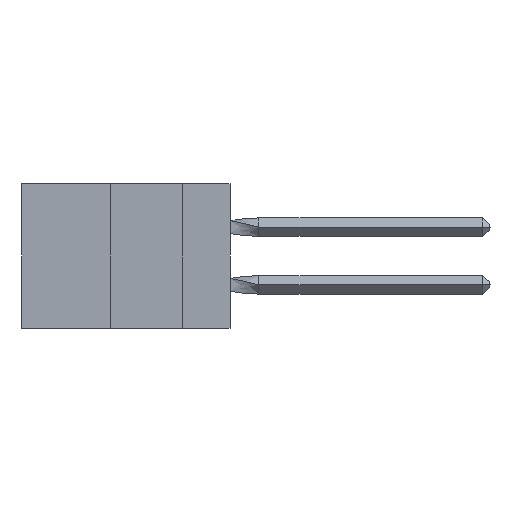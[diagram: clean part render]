
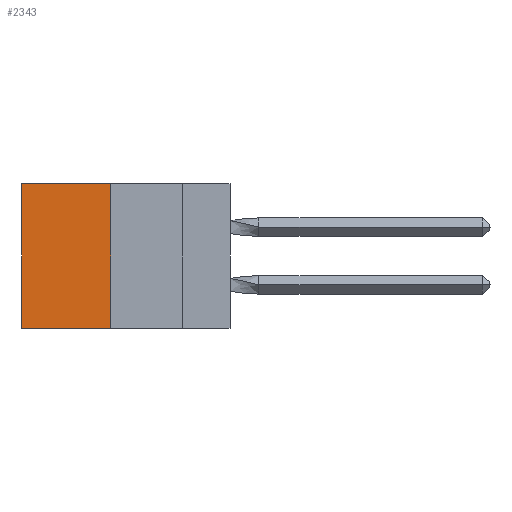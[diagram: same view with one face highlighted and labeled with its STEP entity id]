
A CAD part, left-side view. The second image highlights one B-rep face of the part: STEP entity #2343.
In plain terms, the highlighted planar face has unit normal (-1, 0, 0).
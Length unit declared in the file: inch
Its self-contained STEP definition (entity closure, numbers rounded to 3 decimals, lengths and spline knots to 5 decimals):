
#179 = EDGE_CURVE ( 'NONE', #19286, #19086, #5084, .T. ) ;
#967 = DIRECTION ( 'NONE',  ( 1., 0., 0. ) ) ;
#1682 = EDGE_CURVE ( 'NONE', #37553, #2622, #33213, .T. ) ;
#2131 = CARTESIAN_POINT ( 'NONE',  ( 0.305, 0.72, -0.5 ) ) ;
#2343 = ADVANCED_FACE ( 'NONE', ( #21512 ), #35541, .F. ) ;
#2618 = CARTESIAN_POINT ( 'NONE',  ( 0.305, 0.413, 0. ) ) ;
#2622 = VERTEX_POINT ( 'NONE', #17013 ) ;
#5084 = LINE ( 'NONE', #13125, #8799 ) ;
#5359 = VECTOR ( 'NONE', #23620, 39.37008 ) ;
#5901 = CARTESIAN_POINT ( 'NONE',  ( 0.305, 0.413, -0.5 ) ) ;
#7941 = CARTESIAN_POINT ( 'NONE',  ( 0.305, 0.72, 0. ) ) ;
#8686 = CARTESIAN_POINT ( 'NONE',  ( 0.305, 0.413, -0.5 ) ) ;
#8799 = VECTOR ( 'NONE', #30870, 39.37008 ) ;
#9013 = DIRECTION ( 'NONE',  ( 0., 0., -1. ) ) ;
#13069 = EDGE_CURVE ( 'NONE', #19086, #2622, #16929, .T. ) ;
#13125 = CARTESIAN_POINT ( 'NONE',  ( 0.305, 0.413, 0. ) ) ;
#13660 = VECTOR ( 'NONE', #22786, 39.37008 ) ;
#14470 = ORIENTED_EDGE ( 'NONE', *, *, #13069, .T. ) ;
#14948 = DIRECTION ( 'NONE',  ( 0., 1., 0. ) ) ;
#15099 = EDGE_LOOP ( 'NONE', ( #14470, #25068, #35256, #36901 ) ) ;
#16929 = LINE ( 'NONE', #2131, #13660 ) ;
#17013 = CARTESIAN_POINT ( 'NONE',  ( 0.305, 0.72, -0.5 ) ) ;
#17421 = VECTOR ( 'NONE', #14948, 39.37008 ) ;
#17796 = CARTESIAN_POINT ( 'NONE',  ( 0.305, 0.413, -0.5 ) ) ;
#19086 = VERTEX_POINT ( 'NONE', #7941 ) ;
#19286 = VERTEX_POINT ( 'NONE', #2618 ) ;
#21512 = FACE_OUTER_BOUND ( 'NONE', #15099, .T. ) ;
#22786 = DIRECTION ( 'NONE',  ( 0., 0., -1. ) ) ;
#23620 = DIRECTION ( 'NONE',  ( 0., 0., -1. ) ) ;
#25068 = ORIENTED_EDGE ( 'NONE', *, *, #1682, .F. ) ;
#25553 = EDGE_CURVE ( 'NONE', #19286, #37553, #30777, .T. ) ;
#27499 = AXIS2_PLACEMENT_3D ( 'NONE', #5901, #967, #9013 ) ;
#30307 = CARTESIAN_POINT ( 'NONE',  ( 0.305, 0.413, -0.5 ) ) ;
#30777 = LINE ( 'NONE', #17796, #5359 ) ;
#30870 = DIRECTION ( 'NONE',  ( 0., 1., 0. ) ) ;
#33213 = LINE ( 'NONE', #8686, #17421 ) ;
#35256 = ORIENTED_EDGE ( 'NONE', *, *, #25553, .F. ) ;
#35541 = PLANE ( 'NONE',  #27499 ) ;
#36901 = ORIENTED_EDGE ( 'NONE', *, *, #179, .T. ) ;
#37553 = VERTEX_POINT ( 'NONE', #30307 ) ;
